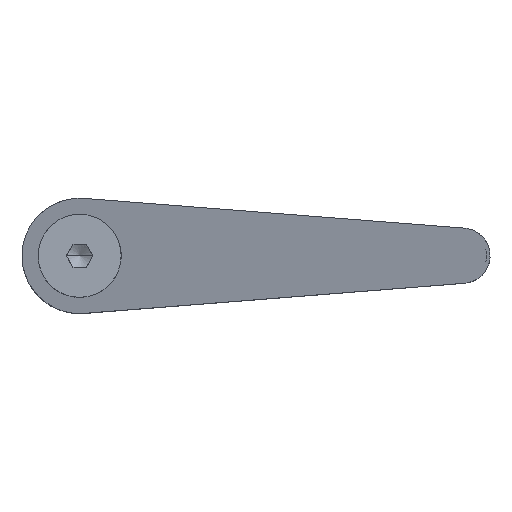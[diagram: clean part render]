
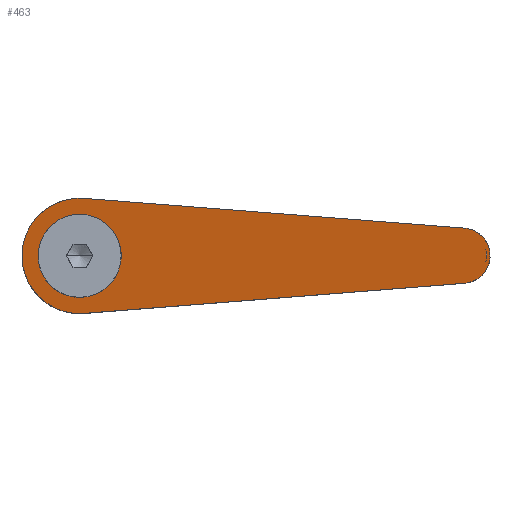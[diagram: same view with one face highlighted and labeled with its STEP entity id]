
A CAD part, top view. The second image highlights one B-rep face of the part: STEP entity #463.
In plain terms, the highlighted planar face has unit normal (-0.26, 0, 0.966).
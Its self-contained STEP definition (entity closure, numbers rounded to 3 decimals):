
#245=VERTEX_POINT('',#659);
#289=VERTEX_POINT('',#705);
#301=EDGE_CURVE('',#401,#355,#717,.T.);
#347=EDGE_CURVE('',#355,#561,#768,.T.);
#353=EDGE_CURVE('',#489,#245,#774,.T.);
#355=VERTEX_POINT('',#776);
#359=EDGE_CURVE('',#597,#383,#780,.T.);
#367=EDGE_CURVE('',#289,#597,#788,.T.);
#383=VERTEX_POINT('',#805);
#399=EDGE_CURVE('',#475,#479,#822,.T.);
#401=VERTEX_POINT('',#824);
#431=EDGE_CURVE('',#475,#479,#861,.T.);
#433=EDGE_CURVE('',#245,#401,#863,.T.);
#463=ADVANCED_FACE('',(#899,#900,#901),#902,.F.);
#471=EDGE_CURVE('',#561,#489,#912,.T.);
#475=VERTEX_POINT('',#917);
#479=VERTEX_POINT('',#922);
#489=VERTEX_POINT('',#932);
#515=EDGE_CURVE('',#383,#289,#962,.T.);
#561=VERTEX_POINT('',#1012);
#597=VERTEX_POINT('',#1056);
#659=CARTESIAN_POINT('',(0.979,-12.462,40.029));
#705=CARTESIAN_POINT('',(-0.216,8.997,39.707));
#717=ELLIPSE('',#1226,6.214,6.);
#768=LINE('',#1292,#1293);
#774=ELLIPSE('',#1302,12.945,12.5);
#776=CARTESIAN_POINT('',(83.47,5.982,62.239));
#780=ELLIPSE('',#1311,9.32,9.0);
#788=ELLIPSE('',#1323,9.32,9.0);
#805=CARTESIAN_POINT('',(0.,9.,39.765));
#822=CIRCLE('',#1380,5.832);
#824=CARTESIAN_POINT('',(83.47,-5.982,62.239));
#861=ELLIPSE('',#1427,5.437,5.25);
#863=LINE('',#1430,#1431);
#899=FACE_OUTER_BOUND('',#1485,.T.);
#900=FACE_BOUND('',#1486,.T.);
#901=FACE_BOUND('',#1487,.T.);
#902=PLANE('',#1488);
#912=ELLIPSE('',#1500,12.945,12.5);
#917=CARTESIAN_POINT('',(88.095,1.268,63.484));
#922=CARTESIAN_POINT('',(88.095,-1.268,63.484));
#932=CARTESIAN_POINT('',(-12.5,0.,36.4));
#962=ELLIPSE('',#1562,9.32,9.0);
#1012=CARTESIAN_POINT('',(0.979,12.462,40.029));
#1056=CARTESIAN_POINT('',(0.,-9.,39.765));
#1226=AXIS2_PLACEMENT_3D('',#1834,#1835,#1836);
#1292=CARTESIAN_POINT('',(46.465,8.888,52.276));
#1293=VECTOR('',#1890,1.0);
#1302=AXIS2_PLACEMENT_3D('',#1892,#1893,#1894);
#1311=AXIS2_PLACEMENT_3D('',#1896,#1897,#1898);
#1323=AXIS2_PLACEMENT_3D('',#1903,#1904,#1905);
#1380=AXIS2_PLACEMENT_3D('',#1933,#1934,#1935);
#1427=AXIS2_PLACEMENT_3D('',#1996,#1997,#1998);
#1430=CARTESIAN_POINT('',(84.939,-5.866,62.634));
#1431=VECTOR('',#1999,1.0);
#1485=EDGE_LOOP('',(#2057,#2058,#2059,#2060,#2061));
#1486=EDGE_LOOP('',(#2062,#2063,#2064));
#1487=EDGE_LOOP('',(#2065,#2066));
#1488=AXIS2_PLACEMENT_3D('',#2067,#2068,#2069);
#1500=AXIS2_PLACEMENT_3D('',#2088,#2089,#2090);
#1562=AXIS2_PLACEMENT_3D('',#2153,#2154,#2155);
#1834=CARTESIAN_POINT('',(83.0,0.,62.112));
#1835=DIRECTION('',(-0.26,0.,0.966));
#1836=DIRECTION('',(0.966,0.,0.26));
#1890=DIRECTION('',(-0.963,0.076,-0.259));
#1892=CARTESIAN_POINT('',(0.,0.,39.765));
#1893=DIRECTION('',(-0.26,0.,0.966));
#1894=DIRECTION('',(-0.966,0.,-0.26));
#1896=CARTESIAN_POINT('',(0.,0.,39.765));
#1897=DIRECTION('',(-0.26,0.,0.966));
#1898=DIRECTION('',(-0.966,0.0,-0.26));
#1903=CARTESIAN_POINT('',(0.,0.,39.765));
#1904=DIRECTION('',(-0.26,0.,0.966));
#1905=DIRECTION('',(-0.966,0.0,-0.26));
#1933=CARTESIAN_POINT('',(82.597,0.,62.004));
#1934=DIRECTION('',(0.26,0.,-0.966));
#1935=DIRECTION('',(0.075,0.997,0.02));
#1996=CARTESIAN_POINT('',(83.0,0.,62.112));
#1997=DIRECTION('',(0.26,0.,-0.966));
#1998=DIRECTION('',(0.966,0.,0.26));
#1999=DIRECTION('',(0.963,0.076,0.259));
#2057=ORIENTED_EDGE('',*,*,#471,.T.);
#2058=ORIENTED_EDGE('',*,*,#353,.T.);
#2059=ORIENTED_EDGE('',*,*,#433,.T.);
#2060=ORIENTED_EDGE('',*,*,#301,.T.);
#2061=ORIENTED_EDGE('',*,*,#347,.T.);
#2062=ORIENTED_EDGE('',*,*,#367,.F.);
#2063=ORIENTED_EDGE('',*,*,#515,.F.);
#2064=ORIENTED_EDGE('',*,*,#359,.F.);
#2065=ORIENTED_EDGE('',*,*,#431,.T.);
#2066=ORIENTED_EDGE('',*,*,#399,.F.);
#2067=CARTESIAN_POINT('',(40.186,0.,50.585));
#2068=DIRECTION('',(0.26,0.,-0.966));
#2069=DIRECTION('',(0.251,0.966,0.068));
#2088=CARTESIAN_POINT('',(0.,0.,39.765));
#2089=DIRECTION('',(-0.26,0.,0.966));
#2090=DIRECTION('',(-0.966,0.,-0.26));
#2153=CARTESIAN_POINT('',(0.,0.,39.765));
#2154=DIRECTION('',(-0.26,0.,0.966));
#2155=DIRECTION('',(-0.966,0.0,-0.26));
